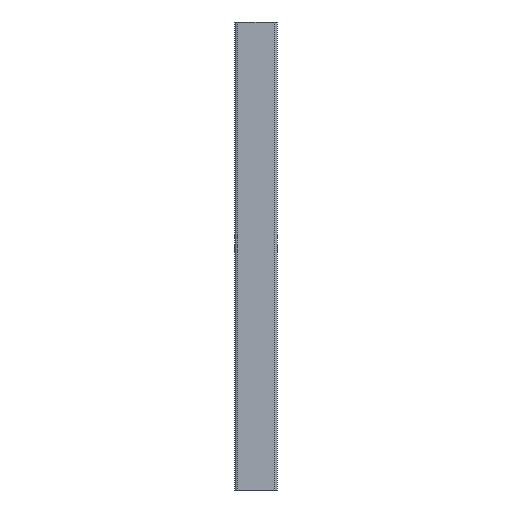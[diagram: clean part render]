
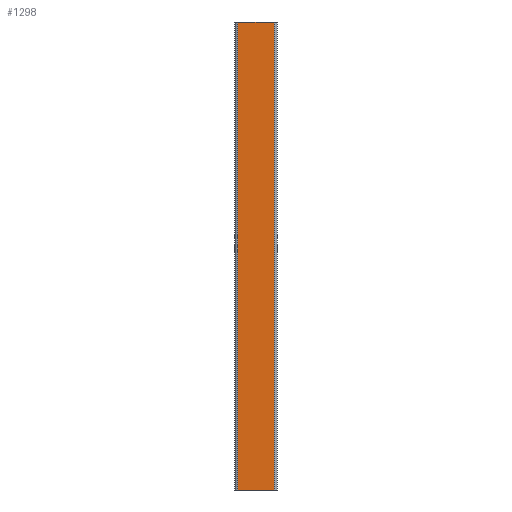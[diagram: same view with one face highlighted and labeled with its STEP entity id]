
A CAD part, front view. The second image highlights one B-rep face of the part: STEP entity #1298.
In plain terms, the highlighted planar face has unit normal (0, -1, 0).
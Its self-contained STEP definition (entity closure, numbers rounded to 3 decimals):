
#1272 = ORIENTED_EDGE ( 'NONE', *, *, #8617, .T. ) ;
#1298 = ADVANCED_FACE ( 'NONE', ( #4289 ), #4334, .F. ) ;
#1299 = EDGE_CURVE ( 'NONE', #8024, #8503, #4329, .T. ) ;
#1300 = ORIENTED_EDGE ( 'NONE', *, *, #8010, .F. ) ;
#1303 = ORIENTED_EDGE ( 'NONE', *, *, #1307, .T. ) ;
#1307 = EDGE_CURVE ( 'NONE', #8007, #8567, #4378, .T. ) ;
#1312 = ORIENTED_EDGE ( 'NONE', *, *, #1299, .F. ) ;
#1314 = EDGE_LOOP ( 'NONE', ( #1272, #1312, #1300, #1303 ) ) ;
#4289 = FACE_OUTER_BOUND ( 'NONE', #1314, .T. ) ;
#4315 = CARTESIAN_POINT ( 'NONE',  ( -8726.782, -7283.387, 500. ) ) ;
#4319 = DIRECTION ( 'NONE',  ( 0., 0., -1. ) ) ;
#4320 = VECTOR ( 'NONE', #4319, 1000. ) ;
#4323 = DIRECTION ( 'NONE',  ( -1., 0., 0. ) ) ;
#4324 = DIRECTION ( 'NONE',  ( 0., 1., 0. ) ) ;
#4325 = CARTESIAN_POINT ( 'NONE',  ( -8726.782, -7283.387, 500. ) ) ;
#4328 = CARTESIAN_POINT ( 'NONE',  ( -8687.782, -7283.387, 500. ) ) ;
#4329 = LINE ( 'NONE', #4328, #4320 ) ;
#4332 = AXIS2_PLACEMENT_3D ( 'NONE', #4325, #4324, #4323 ) ;
#4334 = PLANE ( 'NONE',  #4332 ) ;
#4376 = DIRECTION ( 'NONE',  ( 0., 0., -1. ) ) ;
#4377 = VECTOR ( 'NONE', #4376, 1000. ) ;
#4378 = LINE ( 'NONE', #4315, #4377 ) ;
#6111 = DIRECTION ( 'NONE',  ( 1., 0., 0. ) ) ;
#6116 = CARTESIAN_POINT ( 'NONE',  ( -8726.782, -7283.387, 500. ) ) ;
#6119 = VECTOR ( 'NONE', #6111, 1000. ) ;
#6120 = LINE ( 'NONE', #6116, #6119 ) ;
#6129 = CARTESIAN_POINT ( 'NONE',  ( -8726.782, -7283.387, 500. ) ) ;
#6160 = CARTESIAN_POINT ( 'NONE',  ( -8687.782, -7283.387, 500. ) ) ;
#7025 = CARTESIAN_POINT ( 'NONE',  ( -8687.782, -7283.387, 0. ) ) ;
#7140 = CARTESIAN_POINT ( 'NONE',  ( -8726.782, -7283.387, 0. ) ) ;
#7180 = CARTESIAN_POINT ( 'NONE',  ( -8726.782, -7283.387, 0. ) ) ;
#7212 = VECTOR ( 'NONE', #7219, 1000. ) ;
#7213 = LINE ( 'NONE', #7180, #7212 ) ;
#7219 = DIRECTION ( 'NONE',  ( 1., 0., 0. ) ) ;
#8007 = VERTEX_POINT ( 'NONE', #6129 ) ;
#8010 = EDGE_CURVE ( 'NONE', #8007, #8024, #6120, .T. ) ;
#8024 = VERTEX_POINT ( 'NONE', #6160 ) ;
#8503 = VERTEX_POINT ( 'NONE', #7025 ) ;
#8567 = VERTEX_POINT ( 'NONE', #7140 ) ;
#8617 = EDGE_CURVE ( 'NONE', #8567, #8503, #7213, .T. ) ;
